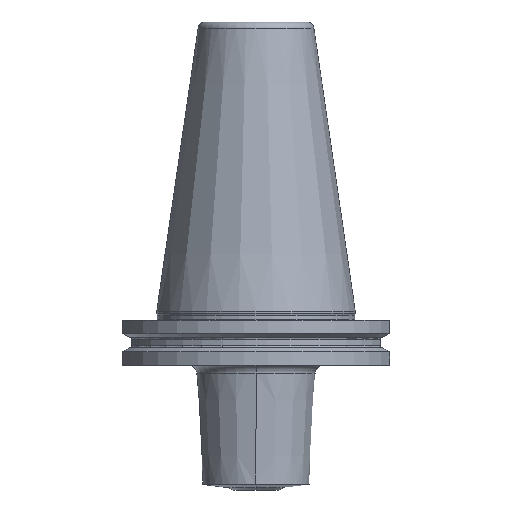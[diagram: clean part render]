
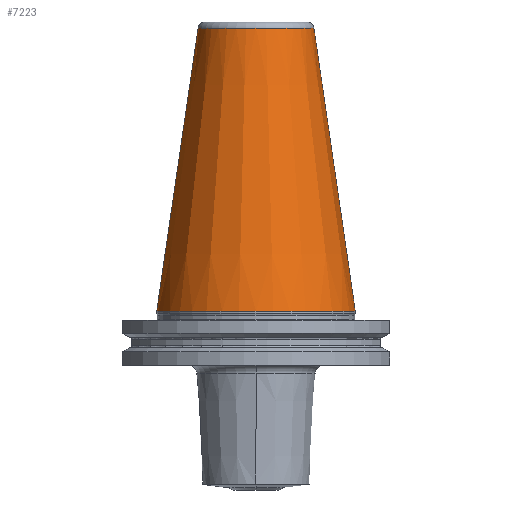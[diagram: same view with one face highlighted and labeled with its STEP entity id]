
A CAD part, front view. The second image highlights one B-rep face of the part: STEP entity #7223.
In plain terms, the highlighted conical face has half-angle 8.3 degrees and reference radius 27.659 mm.
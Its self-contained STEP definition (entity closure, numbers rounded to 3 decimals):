
#2907=CARTESIAN_POINT('',(0.,0.,0.));
#2908=DIRECTION('',(0.,0.,1.));
#2909=DIRECTION('',(-1.,0.,0.));
#2910=AXIS2_PLACEMENT_3D('',#2907,#2908,#2909);
#2923=CARTESIAN_POINT('',(0.,0.,99.611));
#2924=DIRECTION('',(0.,0.,1.));
#2925=DIRECTION('',(-1.,0.,0.));
#2926=AXIS2_PLACEMENT_3D('',#2923,#2924,#2925);
#3115=DIRECTION('',(0.144,0.,0.99));
#3116=VECTOR('',#3115,100.665);
#3117=CARTESIAN_POINT('',(-34.925,0.,0.));
#3118=LINE('',#3117,#3116);
#3130=DIRECTION('',(-0.144,0.,0.99));
#3131=VECTOR('',#3130,100.665);
#3132=CARTESIAN_POINT('',(34.925,0.,0.));
#3133=LINE('',#3132,#3131);
#5112=CARTESIAN_POINT('',(34.925,0.,0.));
#5113=VERTEX_POINT('',#5112);
#5114=CARTESIAN_POINT('',(-34.925,0.,0.));
#5115=VERTEX_POINT('',#5114);
#5288=CARTESIAN_POINT('',(-20.393,0.,99.611));
#5289=CARTESIAN_POINT('',(20.393,0.,99.611));
#5290=VERTEX_POINT('',#5288);
#5291=VERTEX_POINT('',#5289);
#7209=CARTESIAN_POINT('',(0.,0.,49.805));
#7210=DIRECTION('',(0.,0.,-1.));
#7211=DIRECTION('',(-1.,0.,0.));
#7212=AXIS2_PLACEMENT_3D('',#7209,#7210,#7211);
#7213=CONICAL_SURFACE('',#7212,27.659,8.3);
#7215=ORIENTED_EDGE('',*,*,#7214,.T.);
#7217=ORIENTED_EDGE('',*,*,#7216,.F.);
#7218=ORIENTED_EDGE('',*,*,#7204,.F.);
#7220=ORIENTED_EDGE('',*,*,#7219,.T.);
#7221=EDGE_LOOP('',(#7215,#7217,#7218,#7220));
#7222=FACE_OUTER_BOUND('',#7221,.F.);
#2911=CIRCLE('',#2910,34.925);
#2927=CIRCLE('',#2926,20.393);
#7204=EDGE_CURVE('',#5115,#5113,#2911,.T.);
#7214=EDGE_CURVE('',#5290,#5291,#2927,.T.);
#7216=EDGE_CURVE('',#5113,#5291,#3133,.T.);
#7219=EDGE_CURVE('',#5115,#5290,#3118,.T.);
#7223=ADVANCED_FACE('',(#7222),#7213,.T.);
